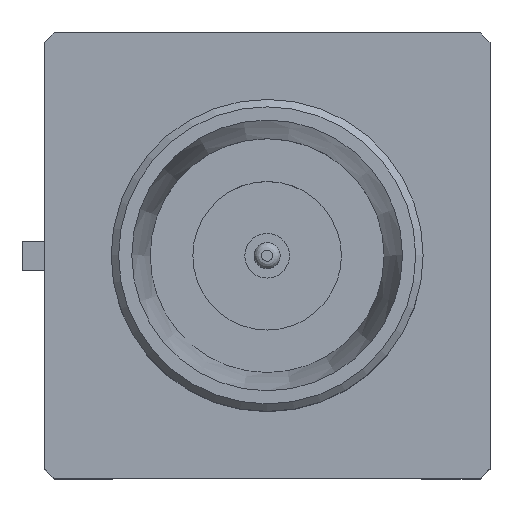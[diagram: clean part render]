
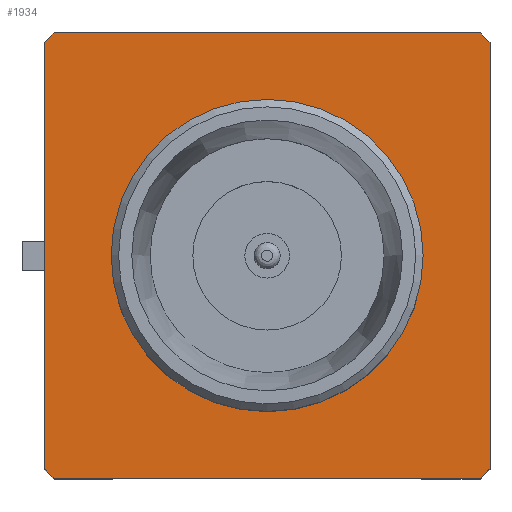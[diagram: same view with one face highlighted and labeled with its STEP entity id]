
A CAD part, top view. The second image highlights one B-rep face of the part: STEP entity #1934.
In plain terms, the highlighted planar face has unit normal (0, 0, 1).
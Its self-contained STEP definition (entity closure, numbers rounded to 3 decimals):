
#19=FACE_BOUND('',#222,.T.);
#118=FACE_OUTER_BOUND('',#221,.T.);
#221=EDGE_LOOP('',(#1467,#1468,#1469,#1470,#1471,#1472,#1473,#1474));
#222=EDGE_LOOP('',(#1475));
#372=LINE('',#3038,#567);
#379=LINE('',#3051,#574);
#388=LINE('',#3069,#583);
#403=LINE('',#3108,#598);
#567=VECTOR('',#2479,1000.);
#574=VECTOR('',#2492,1000.);
#583=VECTOR('',#2507,1000.);
#598=VECTOR('',#2544,1000.);
#672=CIRCLE('',#2042,4.15);
#673=CIRCLE('',#2044,4.15);
#674=CIRCLE('',#2046,2.1);
#700=CIRCLE('',#2104,4.15);
#701=CIRCLE('',#2106,4.15);
#777=VERTEX_POINT('',#2874);
#778=VERTEX_POINT('',#2876);
#779=VERTEX_POINT('',#2880);
#780=VERTEX_POINT('',#2882);
#781=VERTEX_POINT('',#2886);
#836=VERTEX_POINT('',#3031);
#847=VERTEX_POINT('',#3067);
#859=VERTEX_POINT('',#3103);
#860=VERTEX_POINT('',#3107);
#977=EDGE_CURVE('',#777,#778,#672,.F.);
#980=EDGE_CURVE('',#779,#780,#673,.F.);
#981=EDGE_CURVE('',#781,#781,#674,.T.);
#1055=EDGE_CURVE('',#779,#836,#372,.T.);
#1062=EDGE_CURVE('',#777,#780,#379,.T.);
#1071=EDGE_CURVE('',#847,#778,#388,.T.);
#1089=EDGE_CURVE('',#847,#859,#700,.F.);
#1090=EDGE_CURVE('',#860,#859,#403,.T.);
#1091=EDGE_CURVE('',#860,#836,#701,.F.);
#1467=ORIENTED_EDGE('',*,*,#1090,.F.);
#1468=ORIENTED_EDGE('',*,*,#1091,.T.);
#1469=ORIENTED_EDGE('',*,*,#1055,.F.);
#1470=ORIENTED_EDGE('',*,*,#980,.T.);
#1471=ORIENTED_EDGE('',*,*,#1062,.F.);
#1472=ORIENTED_EDGE('',*,*,#977,.T.);
#1473=ORIENTED_EDGE('',*,*,#1071,.F.);
#1474=ORIENTED_EDGE('',*,*,#1089,.T.);
#1475=ORIENTED_EDGE('',*,*,#981,.T.);
#1736=PLANE('',#2105);
#1934=ADVANCED_FACE('',(#118,#19),#1736,.F.);
#2042=AXIS2_PLACEMENT_3D('',#2878,#2332,#2333);
#2044=AXIS2_PLACEMENT_3D('',#2884,#2338,#2339);
#2046=AXIS2_PLACEMENT_3D('',#2887,#2342,#2343);
#2104=AXIS2_PLACEMENT_3D('',#3105,#2540,#2541);
#2105=AXIS2_PLACEMENT_3D('',#3106,#2542,#2543);
#2106=AXIS2_PLACEMENT_3D('',#3109,#2545,#2546);
#2332=DIRECTION('center_axis',(0.,0.,-1.));
#2333=DIRECTION('ref_axis',(-1.,0.,0.));
#2338=DIRECTION('center_axis',(0.,0.,-1.));
#2339=DIRECTION('ref_axis',(-1.,0.,0.));
#2342=DIRECTION('center_axis',(0.,0.,-1.));
#2343=DIRECTION('ref_axis',(0.,-1.,0.));
#2479=DIRECTION('',(-1.,0.,0.));
#2492=DIRECTION('',(0.,-1.,0.));
#2507=DIRECTION('',(1.,0.,0.));
#2540=DIRECTION('center_axis',(0.,0.,-1.));
#2541=DIRECTION('ref_axis',(-1.,0.,0.));
#2542=DIRECTION('center_axis',(0.,0.,-1.));
#2543=DIRECTION('ref_axis',(-1.,0.,0.));
#2544=DIRECTION('',(0.,1.,0.));
#2545=DIRECTION('center_axis',(0.,0.,-1.));
#2546=DIRECTION('ref_axis',(-1.,0.,0.));
#2874=CARTESIAN_POINT('',(3.,2.867,0.));
#2876=CARTESIAN_POINT('',(2.867,3.,0.));
#2878=CARTESIAN_POINT('Origin',(0.,0.,0.));
#2880=CARTESIAN_POINT('',(2.867,-3.,0.));
#2882=CARTESIAN_POINT('',(3.,-2.867,0.));
#2884=CARTESIAN_POINT('Origin',(0.,0.,0.));
#2886=CARTESIAN_POINT('',(2.1,0.,0.));
#2887=CARTESIAN_POINT('Origin',(0.,0.,0.));
#3031=CARTESIAN_POINT('',(-2.867,-3.,0.));
#3038=CARTESIAN_POINT('',(3.,-3.,0.));
#3051=CARTESIAN_POINT('',(3.,3.,0.));
#3067=CARTESIAN_POINT('',(-2.867,3.,0.));
#3069=CARTESIAN_POINT('',(-3.,3.,0.));
#3103=CARTESIAN_POINT('',(-3.,2.867,0.));
#3105=CARTESIAN_POINT('Origin',(0.,0.,0.));
#3106=CARTESIAN_POINT('Origin',(0.,0.,0.));
#3107=CARTESIAN_POINT('',(-3.,-2.867,0.));
#3108=CARTESIAN_POINT('',(-3.,-3.,0.));
#3109=CARTESIAN_POINT('Origin',(0.,0.,0.));
